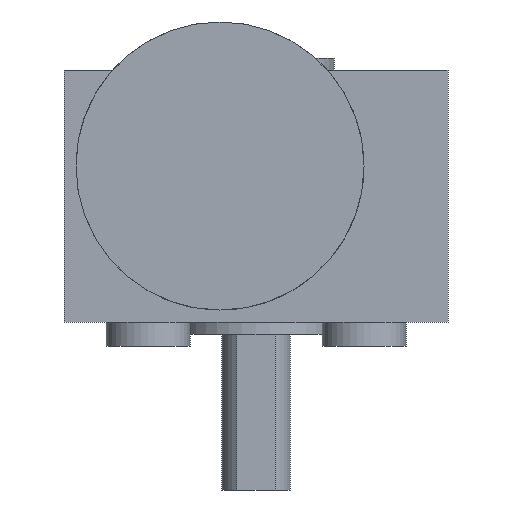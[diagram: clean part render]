
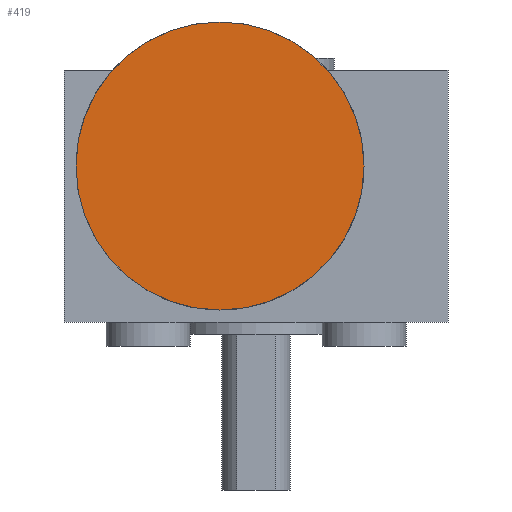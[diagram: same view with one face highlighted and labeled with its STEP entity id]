
A CAD part, front view. The second image highlights one B-rep face of the part: STEP entity #419.
In plain terms, the highlighted planar face has unit normal (0, -1, 0).
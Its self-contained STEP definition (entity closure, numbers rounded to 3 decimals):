
#26=PLANE('',#478);
#47=FACE_OUTER_BOUND('',#79,.T.);
#79=EDGE_LOOP('',(#302));
#179=CIRCLE('',#474,12.);
#205=VERTEX_POINT('',#680);
#241=EDGE_CURVE('',#205,#205,#179,.T.);
#302=ORIENTED_EDGE('',*,*,#241,.T.);
#419=ADVANCED_FACE('',(#47),#26,.T.);
#474=AXIS2_PLACEMENT_3D('',#681,#535,#536);
#478=AXIS2_PLACEMENT_3D('',#689,#544,#545);
#535=DIRECTION('center_axis',(0.,-1.,0.));
#536=DIRECTION('ref_axis',(1.,0.,0.));
#544=DIRECTION('center_axis',(0.,-1.,0.));
#545=DIRECTION('ref_axis',(0.,0.,-1.));
#680=CARTESIAN_POINT('',(-15.,-52.5,13.));
#681=CARTESIAN_POINT('Origin',(-3.,-52.5,13.));
#689=CARTESIAN_POINT('Origin',(-3.,-52.5,13.));
